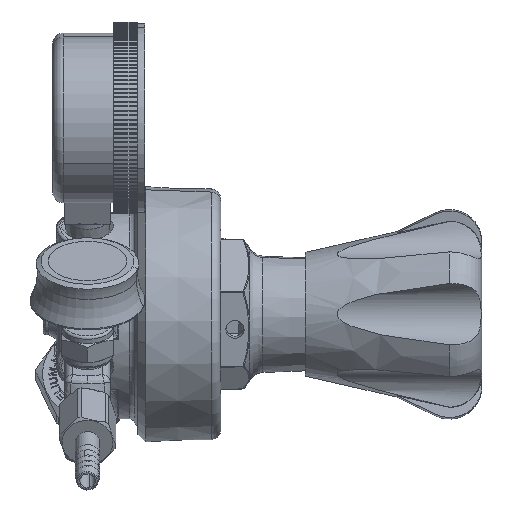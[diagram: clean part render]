
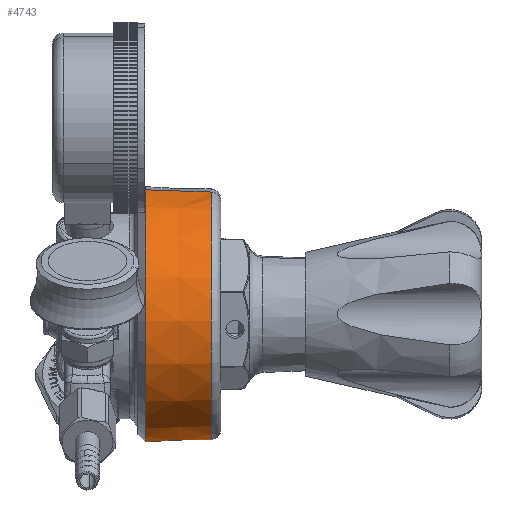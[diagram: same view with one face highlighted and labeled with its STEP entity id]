
A CAD part, top view. The second image highlights one B-rep face of the part: STEP entity #4743.
In plain terms, the highlighted conical face has half-angle 2 degrees and reference radius 38.764 mm.
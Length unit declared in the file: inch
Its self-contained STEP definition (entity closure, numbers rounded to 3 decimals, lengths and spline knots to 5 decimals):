
#1257=DIRECTION('',(0.,-0.035,0.999));
#1258=VECTOR('',#1257,0.7895);
#1259=CARTESIAN_POINT('',(0.00001,1.53967,
-0.89615));
#1260=LINE('',#1259,#1258);
#1261=DIRECTION('',(0.,0.035,0.999));
#1262=VECTOR('',#1261,0.789);
#1263=CARTESIAN_POINT('',(0.00001,-1.54017,
-0.89565));
#1264=LINE('',#1263,#1262);
#1269=CARTESIAN_POINT('',(0.,0.,-0.89574));
#1270=DIRECTION('',(0.,0.,-1.));
#1271=DIRECTION('',(0.,-1.,0.));
#1272=AXIS2_PLACEMENT_3D('',#1269,#1270,#1271);
#1288=CARTESIAN_POINT('',(0.,0.,-0.89606));
#1289=DIRECTION('',(0.,0.,-1.));
#1290=DIRECTION('',(-1.,0.,0.));
#1291=AXIS2_PLACEMENT_3D('',#1288,#1289,#1290);
#1340=CARTESIAN_POINT('',(0.,-0.00026,-0.10714));
#1341=DIRECTION('',(0.,0.,1.));
#1342=DIRECTION('',(0.,1.,0.));
#1343=AXIS2_PLACEMENT_3D('',#1340,#1341,#1342);
#2475=CARTESIAN_POINT('',(0.,-1.51263,-0.10714));
#2476=CARTESIAN_POINT('',(0.,1.51212,-0.10714));
#2477=VERTEX_POINT('',#2475);
#2478=VERTEX_POINT('',#2476);
#2521=CARTESIAN_POINT('',(0.00003,1.53976,
-0.89606));
#2523=VERTEX_POINT('',#2521);
#2568=CARTESIAN_POINT('',(-1.53992,0.,
-0.8959));
#2569=VERTEX_POINT('',#2568);
#2672=CARTESIAN_POINT('',(0.00003,-1.54008,
-0.89574));
#2673=VERTEX_POINT('',#2672);
#4728=CARTESIAN_POINT('',(0.,-0.00026,-0.50164));
#4729=DIRECTION('',(0.,0.,-1.));
#4730=DIRECTION('',(0.,1.,0.));
#4731=AXIS2_PLACEMENT_3D('',#4728,#4729,#4730);
#4732=CONICAL_SURFACE('',#4731,1.52615,2.);
#4733=ORIENTED_EDGE('',*,*,#4723,.F.);
#4735=ORIENTED_EDGE('',*,*,#4734,.T.);
#4737=ORIENTED_EDGE('',*,*,#4736,.T.);
#4738=ORIENTED_EDGE('',*,*,#4717,.T.);
#4740=ORIENTED_EDGE('',*,*,#4739,.T.);
#4741=EDGE_LOOP('',(#4733,#4735,#4737,#4738,#4740));
#4742=FACE_OUTER_BOUND('',#4741,.F.);
#4743=ADVANCED_FACE('',(#4742),#4732,.T.);
#1273=CIRCLE('',#1272,1.54008);
#1292=CIRCLE('',#1291,1.53976);
#1344=CIRCLE('',#1343,1.51238);
#4717=EDGE_CURVE('',#2523,#2478,#1260,.T.);
#4723=EDGE_CURVE('',#2673,#2477,#1264,.T.);
#4734=EDGE_CURVE('',#2673,#2569,#1273,.T.);
#4736=EDGE_CURVE('',#2569,#2523,#1292,.T.);
#4739=EDGE_CURVE('',#2478,#2477,#1344,.T.);
